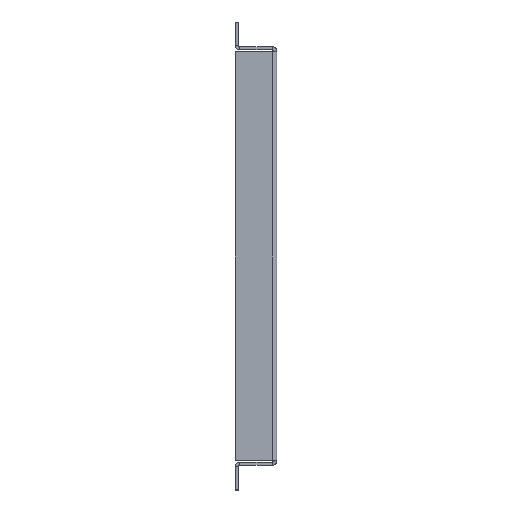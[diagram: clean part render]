
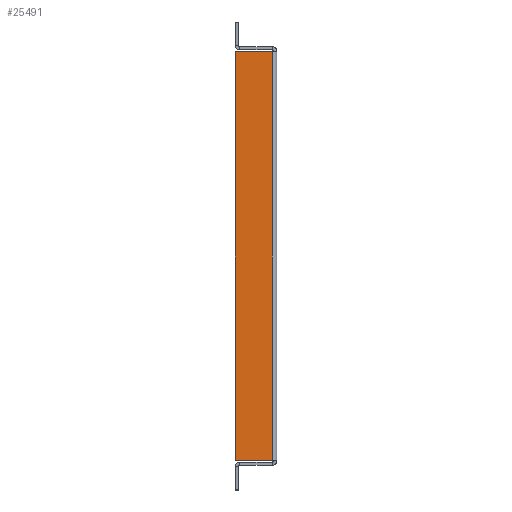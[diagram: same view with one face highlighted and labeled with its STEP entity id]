
A CAD part, left-side view. The second image highlights one B-rep face of the part: STEP entity #25491.
In plain terms, the highlighted planar face has unit normal (-1, 0, 0).
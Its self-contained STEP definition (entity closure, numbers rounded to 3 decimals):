
#56 = ORIENTED_EDGE ( 'NONE', *, *, #8660, .F. ) ;
#379 = DIRECTION ( 'NONE',  ( 1., 0., 0. ) ) ;
#2447 = VERTEX_POINT ( 'NONE', #5011 ) ;
#2704 = DIRECTION ( 'NONE',  ( 0., 1., 0. ) ) ;
#3629 = DIRECTION ( 'NONE',  ( 0., 1., 0. ) ) ;
#3963 = VECTOR ( 'NONE', #21097, 1000. ) ;
#4039 = LINE ( 'NONE', #14830, #30306 ) ;
#4795 = CARTESIAN_POINT ( 'NONE',  ( -85., 13.8, -73.093 ) ) ;
#5011 = CARTESIAN_POINT ( 'NONE',  ( -85., 0.5, -73.093 ) ) ;
#8012 = PLANE ( 'NONE',  #19153 ) ;
#8660 = EDGE_CURVE ( 'NONE', #27885, #2447, #20761, .T. ) ;
#9629 = DIRECTION ( 'NONE',  ( 0., 0., -1. ) ) ;
#11578 = VECTOR ( 'NONE', #9629, 1000. ) ;
#13843 = CARTESIAN_POINT ( 'NONE',  ( -85., 13.8, 73.093 ) ) ;
#14830 = CARTESIAN_POINT ( 'NONE',  ( -85., 13.8, 0. ) ) ;
#15407 = EDGE_LOOP ( 'NONE', ( #56, #16593, #20018, #17667 ) ) ;
#16593 = ORIENTED_EDGE ( 'NONE', *, *, #18022, .T. ) ;
#17667 = ORIENTED_EDGE ( 'NONE', *, *, #28114, .F. ) ;
#18022 = EDGE_CURVE ( 'NONE', #27885, #23439, #27853, .T. ) ;
#18641 = FACE_OUTER_BOUND ( 'NONE', #15407, .T. ) ;
#19153 = AXIS2_PLACEMENT_3D ( 'NONE', #26915, #379, #2704 ) ;
#20018 = ORIENTED_EDGE ( 'NONE', *, *, #23136, .T. ) ;
#20242 = CARTESIAN_POINT ( 'NONE',  ( -85., 0.5, -75. ) ) ;
#20536 = VERTEX_POINT ( 'NONE', #4795 ) ;
#20761 = LINE ( 'NONE', #20242, #11578 ) ;
#20929 = LINE ( 'NONE', #31714, #3963 ) ;
#21001 = DIRECTION ( 'NONE',  ( 0., 0., -1. ) ) ;
#21097 = DIRECTION ( 'NONE',  ( 0., 1., 0. ) ) ;
#23136 = EDGE_CURVE ( 'NONE', #23439, #20536, #4039, .T. ) ;
#23439 = VERTEX_POINT ( 'NONE', #13843 ) ;
#25491 = ADVANCED_FACE ( 'NONE', ( #18641 ), #8012, .F. ) ;
#26915 = CARTESIAN_POINT ( 'NONE',  ( -85., 0., 0. ) ) ;
#27853 = LINE ( 'NONE', #33509, #33690 ) ;
#27885 = VERTEX_POINT ( 'NONE', #30499 ) ;
#28114 = EDGE_CURVE ( 'NONE', #2447, #20536, #20929, .T. ) ;
#30306 = VECTOR ( 'NONE', #21001, 1000. ) ;
#30499 = CARTESIAN_POINT ( 'NONE',  ( -85., 0.5, 73.093 ) ) ;
#31714 = CARTESIAN_POINT ( 'NONE',  ( -85., 0., -73.093 ) ) ;
#33509 = CARTESIAN_POINT ( 'NONE',  ( -85., 0., 73.093 ) ) ;
#33690 = VECTOR ( 'NONE', #3629, 1000. ) ;
